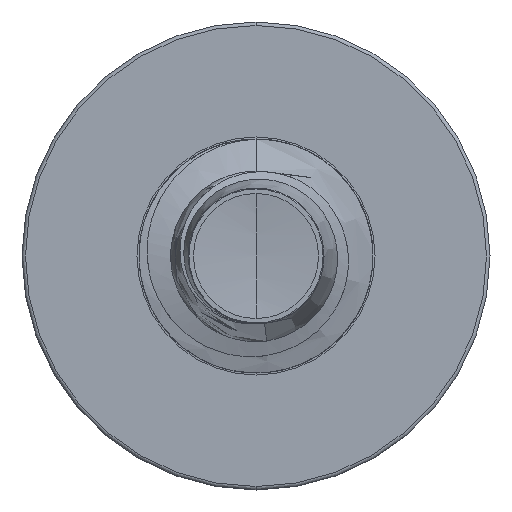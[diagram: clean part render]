
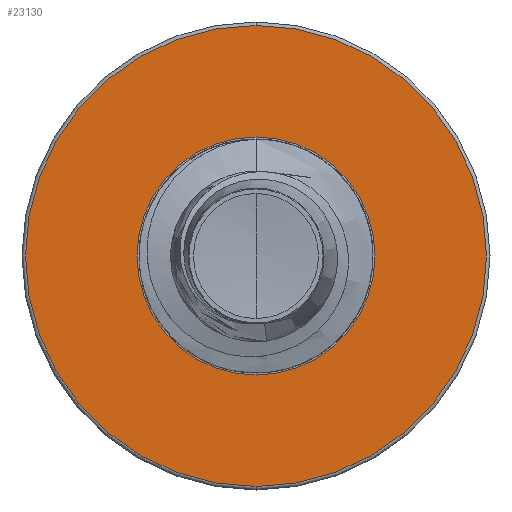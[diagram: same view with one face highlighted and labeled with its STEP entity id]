
A CAD part, front view. The second image highlights one B-rep face of the part: STEP entity #23130.
In plain terms, the highlighted planar face has unit normal (0, -1, 0).
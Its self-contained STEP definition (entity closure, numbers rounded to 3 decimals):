
#214 = CARTESIAN_POINT ( 'NONE',  ( 0., 9., -0.916 ) ) ;
#2202 = DIRECTION ( 'NONE',  ( 0., 1., 0. ) ) ;
#2495 = CIRCLE ( 'NONE', #14929, 1.773 ) ;
#2561 = VERTEX_POINT ( 'NONE', #10285 ) ;
#3177 = CIRCLE ( 'NONE', #5007, 0.916 ) ;
#3395 = AXIS2_PLACEMENT_3D ( 'NONE', #214, #2202, #15289 ) ;
#4555 = EDGE_CURVE ( 'NONE', #18546, #6849, #22402, .T. ) ;
#5007 = AXIS2_PLACEMENT_3D ( 'NONE', #16648, #5639, #18388 ) ;
#5614 = AXIS2_PLACEMENT_3D ( 'NONE', #15095, #15075, #15069 ) ;
#5639 = DIRECTION ( 'NONE',  ( 0., 1., 0. ) ) ;
#5729 = VERTEX_POINT ( 'NONE', #12124 ) ;
#6314 = DIRECTION ( 'NONE',  ( 0., 1., 0. ) ) ;
#6849 = VERTEX_POINT ( 'NONE', #8171 ) ;
#8141 = EDGE_CURVE ( 'NONE', #2561, #5729, #20804, .T. ) ;
#8171 = CARTESIAN_POINT ( 'NONE',  ( 0., 9., 1.773 ) ) ;
#10285 = CARTESIAN_POINT ( 'NONE',  ( 0., 9., -0.916 ) ) ;
#11775 = ORIENTED_EDGE ( 'NONE', *, *, #16356, .F. ) ;
#12124 = CARTESIAN_POINT ( 'NONE',  ( 0., 9., 0.916 ) ) ;
#12462 = ORIENTED_EDGE ( 'NONE', *, *, #8141, .T. ) ;
#14220 = CARTESIAN_POINT ( 'NONE',  ( 0., 9., -1.773 ) ) ;
#14689 = EDGE_CURVE ( 'NONE', #5729, #2561, #3177, .T. ) ;
#14929 = AXIS2_PLACEMENT_3D ( 'NONE', #17275, #6314, #18934 ) ;
#15069 = DIRECTION ( 'NONE',  ( 0., 0., 1. ) ) ;
#15075 = DIRECTION ( 'NONE',  ( 0., 1., 0. ) ) ;
#15095 = CARTESIAN_POINT ( 'NONE',  ( 0., 9., 0. ) ) ;
#15144 = ORIENTED_EDGE ( 'NONE', *, *, #4555, .F. ) ;
#15289 = DIRECTION ( 'NONE',  ( 0., 0., 1. ) ) ;
#15339 = EDGE_LOOP ( 'NONE', ( #11775, #15144 ) ) ;
#15632 = FACE_BOUND ( 'NONE', #19369, .T. ) ;
#16356 = EDGE_CURVE ( 'NONE', #6849, #18546, #2495, .T. ) ;
#16648 = CARTESIAN_POINT ( 'NONE',  ( 0., 9., 0. ) ) ;
#17275 = CARTESIAN_POINT ( 'NONE',  ( 0., 9., 0. ) ) ;
#18388 = DIRECTION ( 'NONE',  ( 0., 0., 1. ) ) ;
#18546 = VERTEX_POINT ( 'NONE', #14220 ) ;
#18635 = PLANE ( 'NONE',  #3395 ) ;
#18934 = DIRECTION ( 'NONE',  ( 0., 0., 1. ) ) ;
#19369 = EDGE_LOOP ( 'NONE', ( #22213, #12462 ) ) ;
#20804 = CIRCLE ( 'NONE', #22766, 0.916 ) ;
#21015 = FACE_OUTER_BOUND ( 'NONE', #15339, .T. ) ;
#21017 = DIRECTION ( 'NONE',  ( 0., 0., 1. ) ) ;
#21021 = DIRECTION ( 'NONE',  ( 0., 1., 0. ) ) ;
#21043 = CARTESIAN_POINT ( 'NONE',  ( 0., 9., 0. ) ) ;
#22213 = ORIENTED_EDGE ( 'NONE', *, *, #14689, .T. ) ;
#22402 = CIRCLE ( 'NONE', #5614, 1.773 ) ;
#22766 = AXIS2_PLACEMENT_3D ( 'NONE', #21043, #21021, #21017 ) ;
#23130 = ADVANCED_FACE ( 'NONE', ( #21015, #15632 ), #18635, .F. ) ;
